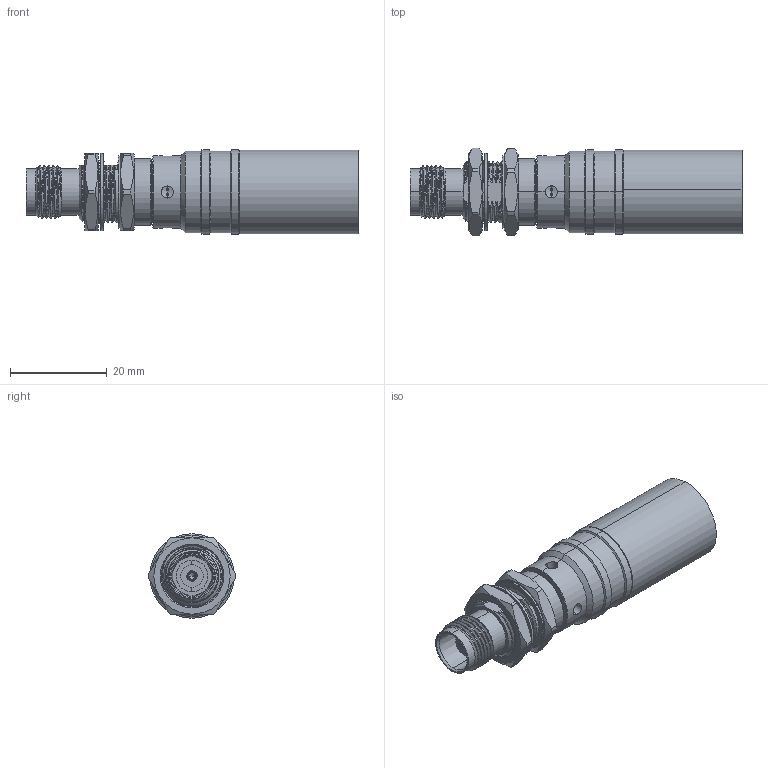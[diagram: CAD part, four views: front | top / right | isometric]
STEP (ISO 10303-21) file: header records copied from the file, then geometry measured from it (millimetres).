
FILE_DESCRIPTION (( 'STEP AP214' ), '1' );
FILE_NAME ('3190-8035(EZ-600-TF-BH-X)_SD.STEP', '2020-11-10T03:24:38', ( '' ), ( '' ), 'SwSTEP 2.0', 'SolidWorks 2018', '' );
FILE_SCHEMA (( 'AUTOMOTIVE_DESIGN' ));
Length unit declared in the file: millimetre
Products named in the file (5): 3192-6069_SD; SD^3192-6069; 3192-6038_SD; SD^3192-6038; 3190-8035(EZ-600-TF-BH-X)_SD
Assembly tree (4 placements, depth 3):
  3190-8035(EZ-600-TF-BH-X)_SD
    3192-6038_SD
      SD^3192-6038
    3192-6069_SD
      SD^3192-6069
Bounding box: 68.8 x 18.2 x 17.5 mm (x, y, z)
Volume: 10276.8 mm3; surface area: 7422.6 mm2
Topology: 4 solids, 4 shells, 337 faces, 988 edges, 660 vertices
Faces by surface type: cylinder 120, bspline 100, cone 62, plane 53, torus 2
Entity records: 26659 total; most frequent: CARTESIAN_POINT 18594, ORIENTED_EDGE 1956, DIRECTION 1278, EDGE_CURVE 978, VERTEX_POINT 660, AXIS2_PLACEMENT_3D 499, EDGE_LOOP 360, B_SPLINE_CURVE_WITH_KNOTS 359
